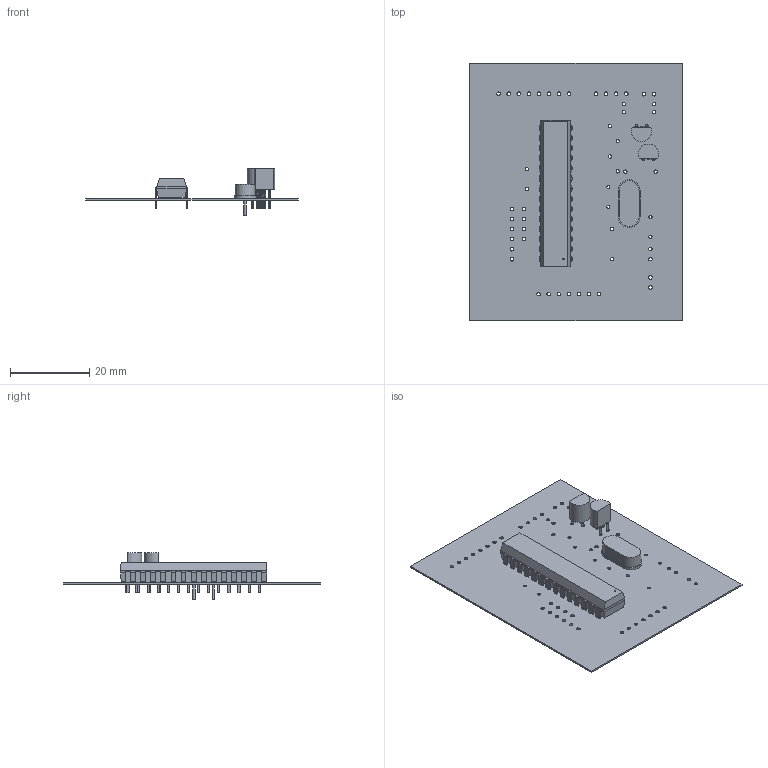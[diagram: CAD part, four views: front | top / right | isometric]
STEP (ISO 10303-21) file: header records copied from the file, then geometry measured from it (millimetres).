
FILE_DESCRIPTION(('Open CASCADE Model'),'2;1');
FILE_NAME('Open CASCADE Shape Model','2021-06-08T19:36:14',('Author'),( 'Open CASCADE'),'Open CASCADE STEP processor 6.8','Open CASCADE 6.8' ,'Unknown');
FILE_SCHEMA(('AUTOMOTIVE_DESIGN { 1 0 10303 214 1 1 1 1 }'));
Length unit declared in the file: millimetre
Products named in the file (1): PCB
Bounding box: 53.5 x 64.75 x 11.84 mm (x, y, z)
Volume: 1404.7 mm3; surface area: 8948.5 mm2
Topology: 5 solids, 456 shells, 570 faces, 2414 edges, 2302 vertices
Faces by surface type: plane 412, cylinder 134, torus 24
Full cylindrical faces by diameter (mm): 0.374 x1, 0.559 x2, 0.787 x6, 0.8 x6, 0.813 x30, 0.85 x12, 0.9 x35
Entity records: 28863 total; most frequent: CARTESIAN_POINT 5290, DIRECTION 3959, ORIENTED_EDGE 2744, EDGE_CURVE 2414, VERTEX_POINT 2302, LINE 2005, VECTOR 2005, AXIS2_PLACEMENT_3D 977
